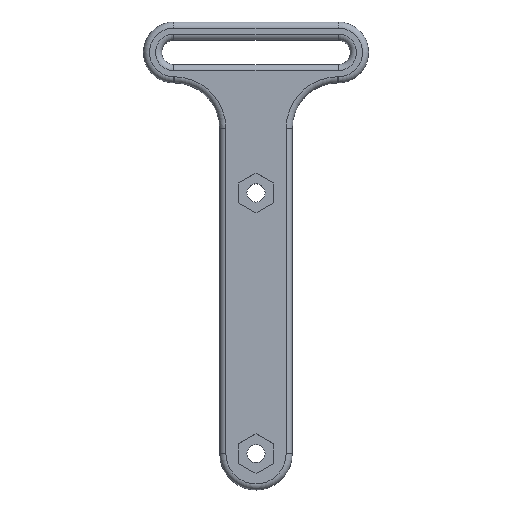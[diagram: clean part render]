
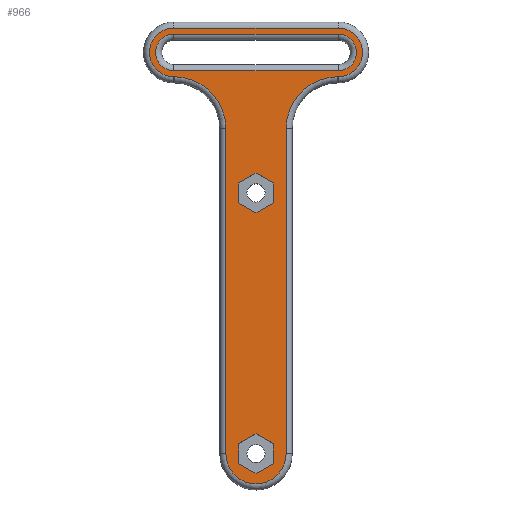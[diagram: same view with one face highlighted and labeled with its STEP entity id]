
A CAD part, top view. The second image highlights one B-rep face of the part: STEP entity #966.
In plain terms, the highlighted planar face has unit normal (0, 0, 1).
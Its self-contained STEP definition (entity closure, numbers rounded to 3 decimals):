
#22=FACE_BOUND('',#155,.T.);
#23=FACE_BOUND('',#156,.T.);
#24=FACE_BOUND('',#157,.T.);
#32=PLANE('',#1081);
#91=FACE_OUTER_BOUND('',#154,.T.);
#154=EDGE_LOOP('',(#756,#757,#758,#759,#760,#761,#762,#763,#764,#765));
#155=EDGE_LOOP('',(#766,#767,#768,#769,#770,#771));
#156=EDGE_LOOP('',(#772,#773,#774,#775,#776,#777));
#157=EDGE_LOOP('',(#778,#779,#780,#781));
#219=LINE('',#1589,#299);
#220=LINE('',#1599,#300);
#223=LINE('',#1608,#303);
#224=LINE('',#1612,#304);
#225=LINE('',#1616,#305);
#226=LINE('',#1620,#306);
#227=LINE('',#1624,#307);
#228=LINE('',#1628,#308);
#229=LINE('',#1630,#309);
#230=LINE('',#1632,#310);
#231=LINE('',#1634,#311);
#232=LINE('',#1636,#312);
#233=LINE('',#1637,#313);
#234=LINE('',#1640,#314);
#235=LINE('',#1642,#315);
#236=LINE('',#1644,#316);
#237=LINE('',#1646,#317);
#238=LINE('',#1648,#318);
#239=LINE('',#1649,#319);
#299=VECTOR('',#1282,10.);
#300=VECTOR('',#1295,10.);
#303=VECTOR('',#1306,10.);
#304=VECTOR('',#1309,10.);
#305=VECTOR('',#1312,10.);
#306=VECTOR('',#1315,10.);
#307=VECTOR('',#1318,10.);
#308=VECTOR('',#1321,10.);
#309=VECTOR('',#1322,10.);
#310=VECTOR('',#1323,10.);
#311=VECTOR('',#1324,10.);
#312=VECTOR('',#1325,10.);
#313=VECTOR('',#1326,10.);
#314=VECTOR('',#1327,10.);
#315=VECTOR('',#1328,10.);
#316=VECTOR('',#1329,10.);
#317=VECTOR('',#1330,10.);
#318=VECTOR('',#1331,10.);
#319=VECTOR('',#1332,10.);
#388=CIRCLE('',#1074,3.);
#391=CIRCLE('',#1079,3.);
#392=CIRCLE('',#1082,4.);
#393=CIRCLE('',#1083,4.);
#394=CIRCLE('',#1084,8.5);
#395=CIRCLE('',#1085,4.958);
#396=CIRCLE('',#1086,8.5);
#451=VERTEX_POINT('',#1585);
#452=VERTEX_POINT('',#1587);
#454=VERTEX_POINT('',#1592);
#455=VERTEX_POINT('',#1597);
#456=VERTEX_POINT('',#1606);
#457=VERTEX_POINT('',#1607);
#458=VERTEX_POINT('',#1609);
#459=VERTEX_POINT('',#1611);
#460=VERTEX_POINT('',#1613);
#461=VERTEX_POINT('',#1615);
#462=VERTEX_POINT('',#1617);
#463=VERTEX_POINT('',#1619);
#464=VERTEX_POINT('',#1621);
#465=VERTEX_POINT('',#1623);
#466=VERTEX_POINT('',#1626);
#467=VERTEX_POINT('',#1627);
#468=VERTEX_POINT('',#1629);
#469=VERTEX_POINT('',#1631);
#470=VERTEX_POINT('',#1633);
#471=VERTEX_POINT('',#1635);
#472=VERTEX_POINT('',#1638);
#473=VERTEX_POINT('',#1639);
#474=VERTEX_POINT('',#1641);
#475=VERTEX_POINT('',#1643);
#476=VERTEX_POINT('',#1645);
#477=VERTEX_POINT('',#1647);
#558=EDGE_CURVE('',#452,#451,#219,.T.);
#560=EDGE_CURVE('',#454,#452,#388,.T.);
#563=EDGE_CURVE('',#455,#454,#220,.T.);
#565=EDGE_CURVE('',#451,#455,#391,.T.);
#567=EDGE_CURVE('',#456,#457,#223,.T.);
#568=EDGE_CURVE('',#458,#456,#392,.T.);
#569=EDGE_CURVE('',#459,#458,#224,.T.);
#570=EDGE_CURVE('',#460,#459,#393,.T.);
#571=EDGE_CURVE('',#461,#460,#225,.T.);
#572=EDGE_CURVE('',#462,#461,#394,.T.);
#573=EDGE_CURVE('',#463,#462,#226,.T.);
#574=EDGE_CURVE('',#464,#463,#395,.T.);
#575=EDGE_CURVE('',#465,#464,#227,.T.);
#576=EDGE_CURVE('',#457,#465,#396,.T.);
#577=EDGE_CURVE('',#466,#467,#228,.T.);
#578=EDGE_CURVE('',#467,#468,#229,.T.);
#579=EDGE_CURVE('',#468,#469,#230,.T.);
#580=EDGE_CURVE('',#469,#470,#231,.T.);
#581=EDGE_CURVE('',#470,#471,#232,.T.);
#582=EDGE_CURVE('',#471,#466,#233,.T.);
#583=EDGE_CURVE('',#472,#473,#234,.T.);
#584=EDGE_CURVE('',#473,#474,#235,.T.);
#585=EDGE_CURVE('',#474,#475,#236,.T.);
#586=EDGE_CURVE('',#475,#476,#237,.T.);
#587=EDGE_CURVE('',#476,#477,#238,.T.);
#588=EDGE_CURVE('',#477,#472,#239,.T.);
#756=ORIENTED_EDGE('',*,*,#567,.F.);
#757=ORIENTED_EDGE('',*,*,#568,.F.);
#758=ORIENTED_EDGE('',*,*,#569,.F.);
#759=ORIENTED_EDGE('',*,*,#570,.F.);
#760=ORIENTED_EDGE('',*,*,#571,.F.);
#761=ORIENTED_EDGE('',*,*,#572,.F.);
#762=ORIENTED_EDGE('',*,*,#573,.F.);
#763=ORIENTED_EDGE('',*,*,#574,.F.);
#764=ORIENTED_EDGE('',*,*,#575,.F.);
#765=ORIENTED_EDGE('',*,*,#576,.F.);
#766=ORIENTED_EDGE('',*,*,#577,.T.);
#767=ORIENTED_EDGE('',*,*,#578,.T.);
#768=ORIENTED_EDGE('',*,*,#579,.T.);
#769=ORIENTED_EDGE('',*,*,#580,.T.);
#770=ORIENTED_EDGE('',*,*,#581,.T.);
#771=ORIENTED_EDGE('',*,*,#582,.T.);
#772=ORIENTED_EDGE('',*,*,#583,.T.);
#773=ORIENTED_EDGE('',*,*,#584,.T.);
#774=ORIENTED_EDGE('',*,*,#585,.T.);
#775=ORIENTED_EDGE('',*,*,#586,.T.);
#776=ORIENTED_EDGE('',*,*,#587,.T.);
#777=ORIENTED_EDGE('',*,*,#588,.T.);
#778=ORIENTED_EDGE('',*,*,#558,.F.);
#779=ORIENTED_EDGE('',*,*,#560,.F.);
#780=ORIENTED_EDGE('',*,*,#563,.F.);
#781=ORIENTED_EDGE('',*,*,#565,.F.);
#966=ADVANCED_FACE('',(#91,#22,#23,#24),#32,.T.);
#1074=AXIS2_PLACEMENT_3D('',#1594,#1287,#1288);
#1079=AXIS2_PLACEMENT_3D('',#1602,#1299,#1300);
#1081=AXIS2_PLACEMENT_3D('',#1605,#1304,#1305);
#1082=AXIS2_PLACEMENT_3D('',#1610,#1307,#1308);
#1083=AXIS2_PLACEMENT_3D('',#1614,#1310,#1311);
#1084=AXIS2_PLACEMENT_3D('',#1618,#1313,#1314);
#1085=AXIS2_PLACEMENT_3D('',#1622,#1316,#1317);
#1086=AXIS2_PLACEMENT_3D('',#1625,#1319,#1320);
#1282=DIRECTION('',(-1.,0.,0.));
#1287=DIRECTION('center_axis',(0.,0.,1.));
#1288=DIRECTION('ref_axis',(1.,0.,0.));
#1295=DIRECTION('',(1.,0.,0.));
#1299=DIRECTION('center_axis',(0.,0.,1.));
#1300=DIRECTION('ref_axis',(-1.,0.,0.));
#1304=DIRECTION('center_axis',(0.,0.,1.));
#1305=DIRECTION('ref_axis',(1.,0.,0.));
#1306=DIRECTION('',(-1.,0.,0.));
#1307=DIRECTION('center_axis',(0.,0.,-1.));
#1308=DIRECTION('ref_axis',(1.,0.,0.));
#1309=DIRECTION('',(1.,0.,0.));
#1310=DIRECTION('center_axis',(0.,0.,-1.));
#1311=DIRECTION('ref_axis',(-1.,0.,0.));
#1312=DIRECTION('',(-1.,0.,0.));
#1313=DIRECTION('center_axis',(0.,0.,1.));
#1314=DIRECTION('ref_axis',(0.707,0.707,0.));
#1315=DIRECTION('',(0.,1.,0.));
#1316=DIRECTION('center_axis',(0.,0.,-1.));
#1317=DIRECTION('ref_axis',(0.,-1.,0.));
#1318=DIRECTION('',(0.,-1.,0.));
#1319=DIRECTION('center_axis',(0.,0.,1.));
#1320=DIRECTION('ref_axis',(-0.707,0.707,0.));
#1321=DIRECTION('',(0.866,-0.5,0.));
#1322=DIRECTION('',(0.,-1.,0.));
#1323=DIRECTION('',(-0.866,-0.5,0.));
#1324=DIRECTION('',(-0.866,0.5,0.));
#1325=DIRECTION('',(0.,1.,0.));
#1326=DIRECTION('',(0.866,0.5,0.));
#1327=DIRECTION('',(0.866,0.5,0.));
#1328=DIRECTION('',(0.866,-0.5,0.));
#1329=DIRECTION('',(0.,-1.,0.));
#1330=DIRECTION('',(-0.866,-0.5,0.));
#1331=DIRECTION('',(-0.866,0.5,0.));
#1332=DIRECTION('',(0.,1.,0.));
#1585=CARTESIAN_POINT('',(-13.5,47.5,8.));
#1587=CARTESIAN_POINT('',(13.5,47.5,8.));
#1589=CARTESIAN_POINT('',(-6.75,47.5,8.));
#1592=CARTESIAN_POINT('',(13.5,41.5,8.));
#1594=CARTESIAN_POINT('Origin',(13.5,44.5,8.));
#1597=CARTESIAN_POINT('',(-13.5,41.5,8.));
#1599=CARTESIAN_POINT('',(6.75,41.5,8.));
#1602=CARTESIAN_POINT('Origin',(-13.5,44.5,8.));
#1605=CARTESIAN_POINT('Origin',(0.,11.061,8.));
#1606=CARTESIAN_POINT('',(13.5,40.5,8.));
#1607=CARTESIAN_POINT('',(13.458,40.5,8.));
#1608=CARTESIAN_POINT('',(6.729,40.5,8.));
#1609=CARTESIAN_POINT('',(13.5,48.5,8.));
#1610=CARTESIAN_POINT('Origin',(13.5,44.5,8.));
#1611=CARTESIAN_POINT('',(-13.5,48.5,8.));
#1612=CARTESIAN_POINT('',(6.75,48.5,8.));
#1613=CARTESIAN_POINT('',(-13.5,40.5,8.));
#1614=CARTESIAN_POINT('Origin',(-13.5,44.5,8.));
#1615=CARTESIAN_POINT('',(-13.458,40.5,8.));
#1616=CARTESIAN_POINT('',(-6.75,40.5,8.));
#1617=CARTESIAN_POINT('',(-4.958,32.,8.));
#1618=CARTESIAN_POINT('Origin',(-13.458,32.,8.));
#1619=CARTESIAN_POINT('',(-4.958,-21.42,8.));
#1620=CARTESIAN_POINT('',(-4.958,21.531,8.));
#1621=CARTESIAN_POINT('',(4.958,-21.42,8.));
#1622=CARTESIAN_POINT('Origin',(0.,-21.42,8.));
#1623=CARTESIAN_POINT('',(4.958,32.,8.));
#1624=CARTESIAN_POINT('',(4.958,-5.179,8.));
#1625=CARTESIAN_POINT('Origin',(13.458,32.,8.));
#1626=CARTESIAN_POINT('',(0.,24.682,8.));
#1627=CARTESIAN_POINT('',(2.825,23.051,8.));
#1628=CARTESIAN_POINT('',(2.949,22.979,8.));
#1629=CARTESIAN_POINT('',(2.825,19.788,8.));
#1630=CARTESIAN_POINT('',(2.825,17.056,8.));
#1631=CARTESIAN_POINT('',(0.,18.157,8.));
#1632=CARTESIAN_POINT('',(-0.124,18.086,8.));
#1633=CARTESIAN_POINT('',(-2.825,19.788,8.));
#1634=CARTESIAN_POINT('',(1.536,17.27,8.));
#1635=CARTESIAN_POINT('',(-2.825,23.051,8.));
#1636=CARTESIAN_POINT('',(-2.825,15.425,8.));
#1637=CARTESIAN_POINT('',(-4.361,22.164,8.));
#1638=CARTESIAN_POINT('',(-2.825,-19.788,8.));
#1639=CARTESIAN_POINT('',(0.,-18.157,8.));
#1640=CARTESIAN_POINT('',(4.914,-15.321,8.));
#1641=CARTESIAN_POINT('',(2.825,-19.788,8.));
#1642=CARTESIAN_POINT('',(-6.326,-14.505,8.));
#1643=CARTESIAN_POINT('',(2.825,-23.051,8.));
#1644=CARTESIAN_POINT('',(2.825,-4.363,8.));
#1645=CARTESIAN_POINT('',(0.,-24.682,8.));
#1646=CARTESIAN_POINT('',(9.151,-19.398,8.));
#1647=CARTESIAN_POINT('',(-2.825,-23.051,8.));
#1648=CARTESIAN_POINT('',(-7.739,-20.214,8.));
#1649=CARTESIAN_POINT('',(-2.825,-5.995,8.));
